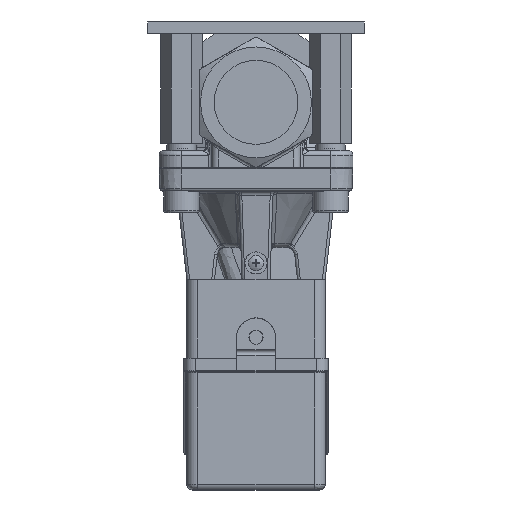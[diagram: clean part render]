
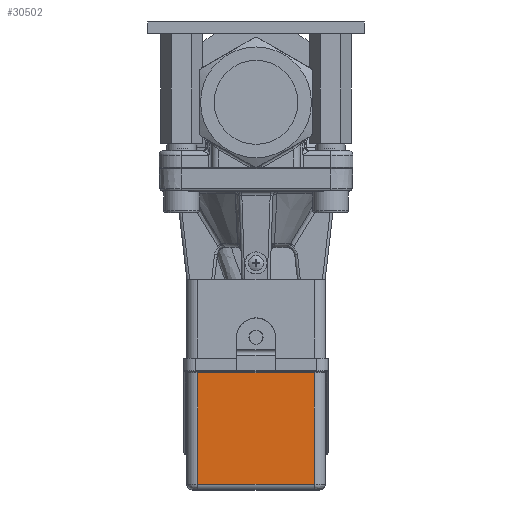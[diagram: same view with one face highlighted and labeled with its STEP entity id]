
A CAD part, left-side view. The second image highlights one B-rep face of the part: STEP entity #30502.
In plain terms, the highlighted planar face has unit normal (-1, 0, 0).
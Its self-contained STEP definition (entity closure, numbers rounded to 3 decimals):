
#2389=PLANE('',#33307);
#3858=FACE_OUTER_BOUND('',#5754,.T.);
#5754=EDGE_LOOP('',(#24844,#24845,#24846,#24847));
#7326=LINE('',#62438,#9207);
#7718=LINE('',#65417,#9599);
#7734=LINE('',#65460,#9615);
#7735=LINE('',#65461,#9616);
#9207=VECTOR('',#39110,42.);
#9599=VECTOR('',#40204,42.);
#9615=VECTOR('',#40244,38.9);
#9616=VECTOR('',#40245,38.9);
#13247=VERTEX_POINT('',#62435);
#13248=VERTEX_POINT('',#62437);
#13633=VERTEX_POINT('',#65405);
#13636=VERTEX_POINT('',#65412);
#16921=EDGE_CURVE('',#13248,#13247,#7326,.F.);
#17509=EDGE_CURVE('',#13636,#13633,#7718,.T.);
#17531=EDGE_CURVE('',#13247,#13636,#7734,.T.);
#17532=EDGE_CURVE('',#13248,#13633,#7735,.T.);
#24844=ORIENTED_EDGE('',*,*,#17531,.T.);
#24845=ORIENTED_EDGE('',*,*,#17509,.T.);
#24846=ORIENTED_EDGE('',*,*,#17532,.F.);
#24847=ORIENTED_EDGE('',*,*,#16921,.T.);
#30502=ADVANCED_FACE('',(#3858),#2389,.F.);
#33307=AXIS2_PLACEMENT_3D('',#65459,#40242,#40243);
#39110=DIRECTION('',(0.,1.,0.));
#40204=DIRECTION('',(0.,1.,0.));
#40242=DIRECTION('center_axis',(1.,0.,0.));
#40243=DIRECTION('ref_axis',(0.,0.,
1.));
#40244=DIRECTION('',(0.,0.,1.));
#40245=DIRECTION('',(0.,0.,1.));
#62435=CARTESIAN_POINT('',(-166.146,-22.73,-82.801));
#62437=CARTESIAN_POINT('',(-166.146,19.27,-82.801));
#62438=CARTESIAN_POINT('',(-166.146,-22.73,-82.801));
#65405=CARTESIAN_POINT('',(-166.146,19.27,-42.501));
#65412=CARTESIAN_POINT('',(-166.146,-22.73,-42.501));
#65417=CARTESIAN_POINT('',(-166.146,-22.73,-42.501));
#65459=CARTESIAN_POINT('Origin',(-166.146,-22.73,-83.401));
#65460=CARTESIAN_POINT('',(-166.146,-22.73,-81.401));
#65461=CARTESIAN_POINT('',(-166.146,19.27,-81.401));
